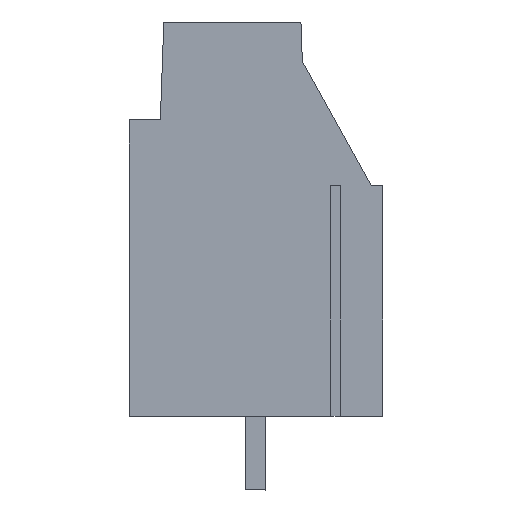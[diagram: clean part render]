
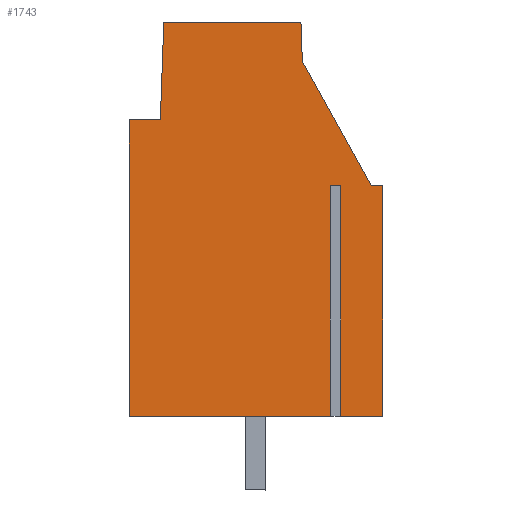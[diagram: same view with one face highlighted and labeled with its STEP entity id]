
A CAD part, left-side view. The second image highlights one B-rep face of the part: STEP entity #1743.
In plain terms, the highlighted planar face has unit normal (-1, 0, 0).
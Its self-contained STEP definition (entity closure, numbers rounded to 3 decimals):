
#1653=AXIS2_PLACEMENT_3D('Plane Axis2P3D',#1650,#1651,#1652) ;
#891=CARTESIAN_POINT('Line Origine',(0.,6.638,3.2)) ;
#895=CARTESIAN_POINT('Vertex',(0.,11.,3.2)) ;
#897=CARTESIAN_POINT('Vertex',(0.,2.275,3.2)) ;
#974=CARTESIAN_POINT('Vertex',(0.,0.,3.2)) ;
#977=CARTESIAN_POINT('Line Origine',(0.,0.912,3.2)) ;
#981=CARTESIAN_POINT('Vertex',(0.,1.825,3.2)) ;
#1650=CARTESIAN_POINT('Axis2P3D Location',(0.,11.,0.)) ;
#1655=CARTESIAN_POINT('Line Origine',(0.,0.,8.2)) ;
#1659=CARTESIAN_POINT('Vertex',(0.,0.,13.2)) ;
#1662=CARTESIAN_POINT('Line Origine',(0.,0.25,13.2)) ;
#1666=CARTESIAN_POINT('Vertex',(0.,0.5,13.2)) ;
#1669=CARTESIAN_POINT('Line Origine',(0.,1.995,15.896)) ;
#1673=CARTESIAN_POINT('Vertex',(0.,3.49,18.592)) ;
#1676=CARTESIAN_POINT('Line Origine',(0.,3.52,19.446)) ;
#1680=CARTESIAN_POINT('Vertex',(0.,3.55,20.3)) ;
#1683=CARTESIAN_POINT('Line Origine',(0.,6.525,20.3)) ;
#1687=CARTESIAN_POINT('Vertex',(0.,9.5,20.3)) ;
#1690=CARTESIAN_POINT('Line Origine',(0.,9.574,18.175)) ;
#1694=CARTESIAN_POINT('Vertex',(0.,9.648,16.05)) ;
#1697=CARTESIAN_POINT('Line Origine',(0.,10.324,16.05)) ;
#1701=CARTESIAN_POINT('Vertex',(0.,11.,16.05)) ;
#1704=CARTESIAN_POINT('Line Origine',(0.,11.,9.625)) ;
#1709=CARTESIAN_POINT('Line Origine',(0.,2.275,8.2)) ;
#1713=CARTESIAN_POINT('Vertex',(0.,2.275,13.2)) ;
#1716=CARTESIAN_POINT('Line Origine',(0.,2.05,13.2)) ;
#1720=CARTESIAN_POINT('Vertex',(0.,1.825,13.2)) ;
#1723=CARTESIAN_POINT('Line Origine',(0.,1.825,8.2)) ;
#892=DIRECTION('Vector Direction',(0.,1.,0.)) ;
#978=DIRECTION('Vector Direction',(0.,1.,0.)) ;
#1651=DIRECTION('Axis2P3D Direction',(-1.,0.,0.)) ;
#1652=DIRECTION('Axis2P3D XDirection',(0.,-1.,0.)) ;
#1656=DIRECTION('Vector Direction',(0.,0.,-1.)) ;
#1663=DIRECTION('Vector Direction',(0.,-1.,0.)) ;
#1670=DIRECTION('Vector Direction',(0.,-0.485,-0.875)) ;
#1677=DIRECTION('Vector Direction',(0.,0.035,0.999)) ;
#1684=DIRECTION('Vector Direction',(0.,-1.,0.)) ;
#1691=DIRECTION('Vector Direction',(0.,0.035,-0.999)) ;
#1698=DIRECTION('Vector Direction',(0.,-1.,0.)) ;
#1705=DIRECTION('Vector Direction',(0.,0.,1.)) ;
#1710=DIRECTION('Vector Direction',(0.,0.,1.)) ;
#1717=DIRECTION('Vector Direction',(0.,-1.,0.)) ;
#1724=DIRECTION('Vector Direction',(0.,0.,1.)) ;
#893=VECTOR('Line Direction',#892,1.) ;
#979=VECTOR('Line Direction',#978,1.) ;
#1657=VECTOR('Line Direction',#1656,1.) ;
#1664=VECTOR('Line Direction',#1663,1.) ;
#1671=VECTOR('Line Direction',#1670,1.) ;
#1678=VECTOR('Line Direction',#1677,1.) ;
#1685=VECTOR('Line Direction',#1684,1.) ;
#1692=VECTOR('Line Direction',#1691,1.) ;
#1699=VECTOR('Line Direction',#1698,1.) ;
#1706=VECTOR('Line Direction',#1705,1.) ;
#1711=VECTOR('Line Direction',#1710,1.) ;
#1718=VECTOR('Line Direction',#1717,1.) ;
#1725=VECTOR('Line Direction',#1724,1.) ;
#1729=ORIENTED_EDGE('',*,*,#983,.T.) ;
#1730=ORIENTED_EDGE('',*,*,#1661,.T.) ;
#1731=ORIENTED_EDGE('',*,*,#1668,.T.) ;
#1732=ORIENTED_EDGE('',*,*,#1675,.T.) ;
#1733=ORIENTED_EDGE('',*,*,#1682,.T.) ;
#1734=ORIENTED_EDGE('',*,*,#1689,.T.) ;
#1735=ORIENTED_EDGE('',*,*,#1696,.T.) ;
#1736=ORIENTED_EDGE('',*,*,#1703,.T.) ;
#1737=ORIENTED_EDGE('',*,*,#1708,.T.) ;
#1738=ORIENTED_EDGE('',*,*,#899,.T.) ;
#1739=ORIENTED_EDGE('',*,*,#1715,.T.) ;
#1740=ORIENTED_EDGE('',*,*,#1722,.F.) ;
#1741=ORIENTED_EDGE('',*,*,#1727,.F.) ;
#1743=ADVANCED_FACE('KLSC M3x6.3.1',(#1742),#1654,.T.) ;
#899=EDGE_CURVE('',#896,#898,#894,.F.) ;
#983=EDGE_CURVE('',#982,#975,#980,.F.) ;
#1661=EDGE_CURVE('',#975,#1660,#1658,.F.) ;
#1668=EDGE_CURVE('',#1660,#1667,#1665,.F.) ;
#1675=EDGE_CURVE('',#1667,#1674,#1672,.F.) ;
#1682=EDGE_CURVE('',#1674,#1681,#1679,.T.) ;
#1689=EDGE_CURVE('',#1681,#1688,#1686,.F.) ;
#1696=EDGE_CURVE('',#1688,#1695,#1693,.T.) ;
#1703=EDGE_CURVE('',#1695,#1702,#1700,.F.) ;
#1708=EDGE_CURVE('',#1702,#896,#1707,.F.) ;
#1715=EDGE_CURVE('',#898,#1714,#1712,.T.) ;
#1722=EDGE_CURVE('',#1721,#1714,#1719,.F.) ;
#1727=EDGE_CURVE('',#982,#1721,#1726,.T.) ;
#1728=EDGE_LOOP('',(#1729,#1730,#1731,#1732,#1733,#1734,#1735,#1736,#1737,#1738,#1739,#1740,#1741)) ;
#1742=FACE_OUTER_BOUND('',#1728,.T.) ;
#894=LINE('Line',#891,#893) ;
#980=LINE('Line',#977,#979) ;
#1658=LINE('Line',#1655,#1657) ;
#1665=LINE('Line',#1662,#1664) ;
#1672=LINE('Line',#1669,#1671) ;
#1679=LINE('Line',#1676,#1678) ;
#1686=LINE('Line',#1683,#1685) ;
#1693=LINE('Line',#1690,#1692) ;
#1700=LINE('Line',#1697,#1699) ;
#1707=LINE('Line',#1704,#1706) ;
#1712=LINE('Line',#1709,#1711) ;
#1719=LINE('Line',#1716,#1718) ;
#1726=LINE('Line',#1723,#1725) ;
#1654=PLANE('',#1653) ;
#896=VERTEX_POINT('',#895) ;
#898=VERTEX_POINT('',#897) ;
#975=VERTEX_POINT('',#974) ;
#982=VERTEX_POINT('',#981) ;
#1660=VERTEX_POINT('',#1659) ;
#1667=VERTEX_POINT('',#1666) ;
#1674=VERTEX_POINT('',#1673) ;
#1681=VERTEX_POINT('',#1680) ;
#1688=VERTEX_POINT('',#1687) ;
#1695=VERTEX_POINT('',#1694) ;
#1702=VERTEX_POINT('',#1701) ;
#1714=VERTEX_POINT('',#1713) ;
#1721=VERTEX_POINT('',#1720) ;
